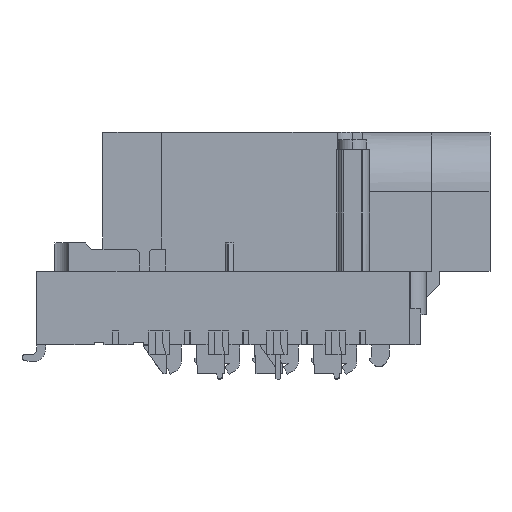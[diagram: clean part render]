
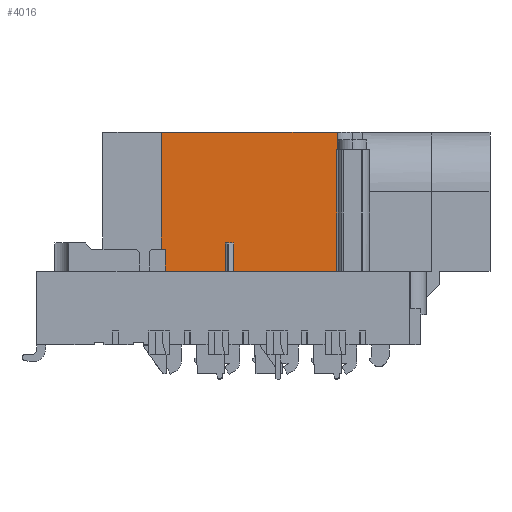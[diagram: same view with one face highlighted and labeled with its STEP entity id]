
A CAD part, left-side view. The second image highlights one B-rep face of the part: STEP entity #4016.
In plain terms, the highlighted planar face has unit normal (-1, 0, 0).
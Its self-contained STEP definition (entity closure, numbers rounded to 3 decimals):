
#908 = ORIENTED_EDGE ( 'NONE', *, *, #9288, .F. ) ;
#1458 = DIRECTION ( 'NONE',  ( 0., 0., -1. ) ) ;
#1507 = DIRECTION ( 'NONE',  ( 0., 0., -1. ) ) ;
#1568 = CARTESIAN_POINT ( 'NONE',  ( -35.45, 3.45, 32. ) ) ;
#1750 = CARTESIAN_POINT ( 'NONE',  ( -35.45, -37., 0. ) ) ;
#2113 = ORIENTED_EDGE ( 'NONE', *, *, #4120, .F. ) ;
#2884 = VECTOR ( 'NONE', #24288, 1000. ) ;
#4016 = ADVANCED_FACE ( 'NONE', ( #25268 ), #12689, .F. ) ;
#4120 = EDGE_CURVE ( 'NONE', #14718, #18049, #13520, .T. ) ;
#5474 = VERTEX_POINT ( 'NONE', #23881 ) ;
#5526 = ORIENTED_EDGE ( 'NONE', *, *, #8301, .T. ) ;
#5629 = EDGE_CURVE ( 'NONE', #5474, #19128, #12159, .T. ) ;
#6233 = DIRECTION ( 'NONE',  ( 0., 0., -1. ) ) ;
#7235 = ORIENTED_EDGE ( 'NONE', *, *, #9814, .F. ) ;
#7620 = EDGE_LOOP ( 'NONE', ( #28313, #908, #2113, #14381, #7235, #5526 ) ) ;
#8301 = EDGE_CURVE ( 'NONE', #20549, #5474, #28660, .T. ) ;
#8677 = CARTESIAN_POINT ( 'NONE',  ( -35.45, -37.1, 32. ) ) ;
#9201 = LINE ( 'NONE', #1568, #18420 ) ;
#9288 = EDGE_CURVE ( 'NONE', #18049, #19128, #28472, .T. ) ;
#9424 = CARTESIAN_POINT ( 'NONE',  ( -35.45, -37., 28. ) ) ;
#9814 = EDGE_CURVE ( 'NONE', #20549, #28790, #9201, .T. ) ;
#10429 = CARTESIAN_POINT ( 'NONE',  ( -35.45, -37.1, 32. ) ) ;
#10684 = EDGE_CURVE ( 'NONE', #28790, #14718, #16593, .T. ) ;
#12159 = LINE ( 'NONE', #22191, #14622 ) ;
#12689 = PLANE ( 'NONE',  #23666 ) ;
#13520 = LINE ( 'NONE', #22027, #2884 ) ;
#14381 = ORIENTED_EDGE ( 'NONE', *, *, #10684, .F. ) ;
#14622 = VECTOR ( 'NONE', #21981, 1000. ) ;
#14718 = VERTEX_POINT ( 'NONE', #19661 ) ;
#14978 = CARTESIAN_POINT ( 'NONE',  ( -35.45, 3.45, 32. ) ) ;
#16593 = LINE ( 'NONE', #10429, #27287 ) ;
#17447 = DIRECTION ( 'NONE',  ( 0., -1., 0. ) ) ;
#18049 = VERTEX_POINT ( 'NONE', #9424 ) ;
#18420 = VECTOR ( 'NONE', #17447, 1000. ) ;
#19128 = VERTEX_POINT ( 'NONE', #1750 ) ;
#19317 = CARTESIAN_POINT ( 'NONE',  ( -35.45, 3.45, 32. ) ) ;
#19661 = CARTESIAN_POINT ( 'NONE',  ( -35.45, -37.1, 28. ) ) ;
#19736 = DIRECTION ( 'NONE',  ( 0., 1., 0. ) ) ;
#20549 = VERTEX_POINT ( 'NONE', #19317 ) ;
#21642 = DIRECTION ( 'NONE',  ( 1., 0., 0. ) ) ;
#21875 = VECTOR ( 'NONE', #6233, 1000. ) ;
#21981 = DIRECTION ( 'NONE',  ( 0., -1., 0. ) ) ;
#22020 = CARTESIAN_POINT ( 'NONE',  ( -35.45, 3.45, 32. ) ) ;
#22027 = CARTESIAN_POINT ( 'NONE',  ( -35.45, 0., 28. ) ) ;
#22191 = CARTESIAN_POINT ( 'NONE',  ( -35.45, 3.45, 0. ) ) ;
#22404 = VECTOR ( 'NONE', #1507, 1000. ) ;
#23666 = AXIS2_PLACEMENT_3D ( 'NONE', #14978, #21642, #19736 ) ;
#23881 = CARTESIAN_POINT ( 'NONE',  ( -35.45, 3.45, 0. ) ) ;
#24288 = DIRECTION ( 'NONE',  ( 0., 1., 0. ) ) ;
#25268 = FACE_OUTER_BOUND ( 'NONE', #7620, .T. ) ;
#27287 = VECTOR ( 'NONE', #1458, 1000. ) ;
#28313 = ORIENTED_EDGE ( 'NONE', *, *, #5629, .T. ) ;
#28472 = LINE ( 'NONE', #28736, #22404 ) ;
#28660 = LINE ( 'NONE', #22020, #21875 ) ;
#28736 = CARTESIAN_POINT ( 'NONE',  ( -35.45, -37., 28. ) ) ;
#28790 = VERTEX_POINT ( 'NONE', #8677 ) ;
